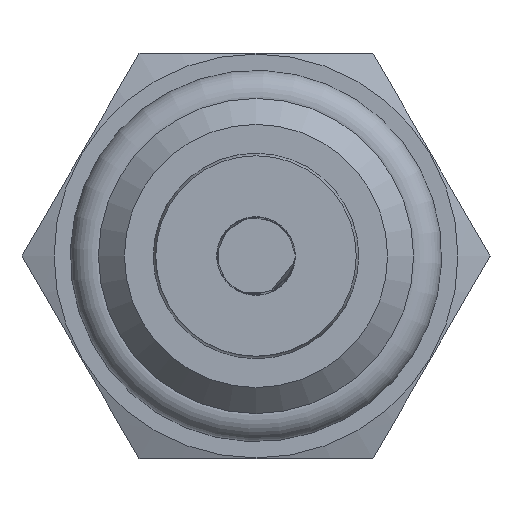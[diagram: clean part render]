
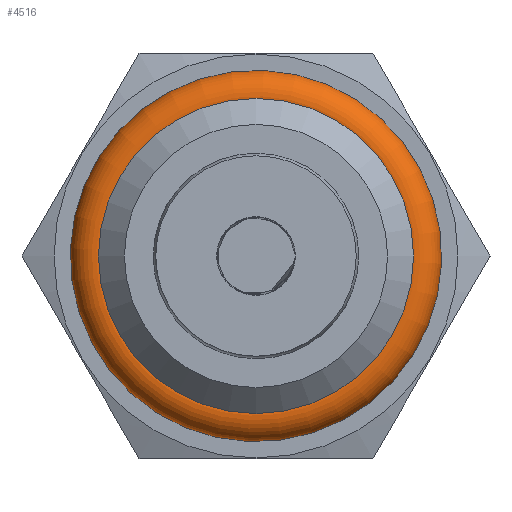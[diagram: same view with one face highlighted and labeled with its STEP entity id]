
A CAD part, left-side view. The second image highlights one B-rep face of the part: STEP entity #4516.
In plain terms, the highlighted toroidal (fillet/blend) face has major radius 5.626 mm and minor radius 0.914 mm.
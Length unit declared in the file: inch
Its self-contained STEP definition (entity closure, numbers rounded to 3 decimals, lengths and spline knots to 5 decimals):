
#4491=CARTESIAN_POINT('',(0.0,0.00098,0.0));
#4492=DIRECTION('',(1.0,0.0,0.0));
#4493=DIRECTION('',(0.0,0.0,-1.0));
#4494=AXIS2_PLACEMENT_3D('',#4491,#4492,#4493);
#4495=TOROIDAL_SURFACE('',#4494,0.2215,0.036);
#4496=CARTESIAN_POINT('',(0.,0.00098,-0.2575));
#4497=VERTEX_POINT('',#4496);
#4498=CARTESIAN_POINT('',(0.0,0.00098,-0.2215));
#4499=DIRECTION('',(0.0,-1.0,0.0));
#4500=DIRECTION('',(0.0,0.0,-1.0));
#4501=AXIS2_PLACEMENT_3D('',#4498,#4499,#4500);
#4502=CIRCLE('',#4501,0.036);
#4503=EDGE_CURVE('',#4497,#4497,#4502,.T.);
#4504=ORIENTED_EDGE('',*,*,#4503,.T.);
#4505=CARTESIAN_POINT('',(0.,0.00098,0.0));
#4506=DIRECTION('',(-1.0,0.0,0.0));
#4507=DIRECTION('',(0.0,0.0,-1.0));
#4508=AXIS2_PLACEMENT_3D('',#4505,#4506,#4507);
#4509=CIRCLE('',#4508,0.2575);
#4510=EDGE_CURVE('',#4497,#4497,#4509,.T.);
#4511=ORIENTED_EDGE('',*,*,#4510,.T.);
#4512=ORIENTED_EDGE('',*,*,#4503,.F.);
#4513=ORIENTED_EDGE('',*,*,#4510,.F.);
#4514=EDGE_LOOP('',(#4504,#4511,#4512,#4513));
#4515=FACE_OUTER_BOUND('',#4514,.T.);
#4516=ADVANCED_FACE('',(#4515),#4495,.T.);
